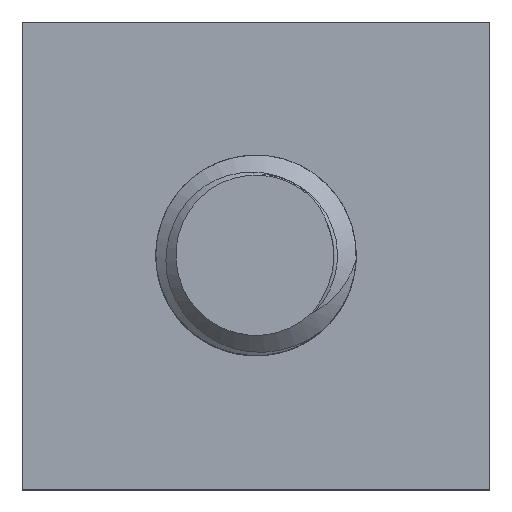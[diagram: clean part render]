
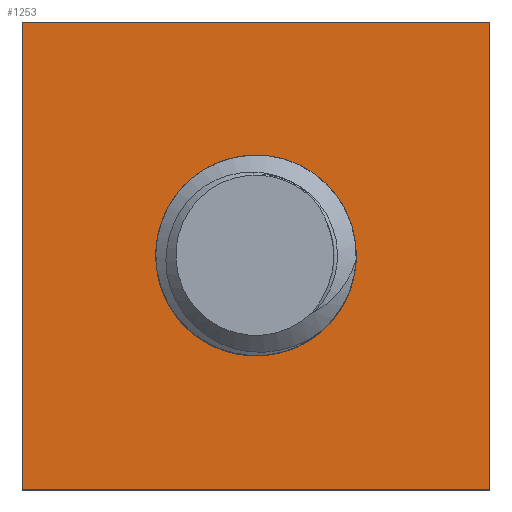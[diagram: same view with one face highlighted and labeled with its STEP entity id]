
A CAD part, top view. The second image highlights one B-rep face of the part: STEP entity #1253.
In plain terms, the highlighted planar face has unit normal (0, 0, 1).
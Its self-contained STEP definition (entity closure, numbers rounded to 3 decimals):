
#35=CIRCLE('',#1345,1.5);
#38=B_SPLINE_CURVE_WITH_KNOTS('',3,(#1819,#1820,#1821,#1822,#1823),
 .UNSPECIFIED.,.F.,.F.,(4,1,4),(0.,0.001,
0.002),.UNSPECIFIED.);
#39=B_SPLINE_CURVE_WITH_KNOTS('',3,(#1826,#1827,#1828,#1829),
 .UNSPECIFIED.,.F.,.F.,(4,4),(0.,0.001),
 .UNSPECIFIED.);
#40=B_SPLINE_CURVE_WITH_KNOTS('',3,(#1831,#1832,#1833,#1834),
 .UNSPECIFIED.,.F.,.F.,(4,4),(0.,0.001),.UNSPECIFIED.);
#41=B_SPLINE_CURVE_WITH_KNOTS('',3,(#1836,#1837,#1838,#1839,#1840),
 .UNSPECIFIED.,.F.,.F.,(4,1,4),(0.,0.001,0.002),
 .UNSPECIFIED.);
#107=ORIENTED_EDGE('',*,*,#446,.T.);
#108=ORIENTED_EDGE('',*,*,#449,.T.);
#109=ORIENTED_EDGE('',*,*,#451,.T.);
#110=ORIENTED_EDGE('',*,*,#452,.T.);
#111=ORIENTED_EDGE('',*,*,#453,.T.);
#112=ORIENTED_EDGE('',*,*,#454,.T.);
#113=ORIENTED_EDGE('',*,*,#455,.T.);
#114=ORIENTED_EDGE('',*,*,#456,.T.);
#115=ORIENTED_EDGE('',*,*,#457,.F.);
#446=EDGE_CURVE('',#623,#622,#737,.T.);
#449=EDGE_CURVE('',#622,#624,#740,.T.);
#451=EDGE_CURVE('',#624,#625,#742,.T.);
#452=EDGE_CURVE('',#625,#623,#743,.T.);
#453=EDGE_CURVE('',#626,#627,#38,.T.);
#454=EDGE_CURVE('',#627,#628,#39,.T.);
#455=EDGE_CURVE('',#628,#629,#40,.T.);
#456=EDGE_CURVE('',#629,#630,#41,.T.);
#457=EDGE_CURVE('',#626,#630,#35,.F.);
#622=VERTEX_POINT('',#1804);
#623=VERTEX_POINT('',#1806);
#624=VERTEX_POINT('',#1810);
#625=VERTEX_POINT('',#1814);
#626=VERTEX_POINT('',#1824);
#627=VERTEX_POINT('',#1825);
#628=VERTEX_POINT('',#1830);
#629=VERTEX_POINT('',#1835);
#630=VERTEX_POINT('',#1841);
#737=LINE('',#1805,#891);
#740=LINE('',#1811,#894);
#742=LINE('',#1815,#896);
#743=LINE('',#1817,#897);
#891=VECTOR('',#1461,1000.);
#894=VECTOR('',#1466,1000.);
#896=VECTOR('',#1470,1000.);
#897=VECTOR('',#1473,1000.);
#1018=EDGE_LOOP('',(#107,#108,#109,#110));
#1019=EDGE_LOOP('',(#111,#112,#113,#114,#115));
#1105=FACE_BOUND('',#1018,.T.);
#1106=FACE_BOUND('',#1019,.T.);
#1183=PLANE('',#1344);
#1253=ADVANCED_FACE('',(#1105,#1106),#1183,.T.);
#1344=AXIS2_PLACEMENT_3D('',#1818,#1474,#1475);
#1345=AXIS2_PLACEMENT_3D('',#1842,#1476,#1477);
#1461=DIRECTION('',(0.,-1.,0.));
#1466=DIRECTION('',(1.,0.,0.));
#1470=DIRECTION('',(0.,1.,0.));
#1473=DIRECTION('',(-1.,0.,0.));
#1474=DIRECTION('',(0.,0.,1.));
#1475=DIRECTION('',(1.,0.,0.));
#1476=DIRECTION('',(0.,0.,-1.));
#1477=DIRECTION('',(-1.,0.,0.));
#1804=CARTESIAN_POINT('',(-3.5,-3.5,3.));
#1805=CARTESIAN_POINT('',(-3.5,3.5,3.));
#1806=CARTESIAN_POINT('',(-3.5,3.5,3.));
#1810=CARTESIAN_POINT('',(3.5,-3.5,3.));
#1811=CARTESIAN_POINT('',(-3.5,-3.5,3.));
#1814=CARTESIAN_POINT('',(3.5,3.5,3.));
#1815=CARTESIAN_POINT('',(3.5,-3.5,3.));
#1817=CARTESIAN_POINT('',(3.5,3.5,3.));
#1818=CARTESIAN_POINT('',(0.,0.,3.));
#1819=CARTESIAN_POINT('',(-1.324,-0.705,3.));
#1820=CARTESIAN_POINT('',(-1.476,-0.324,3.));
#1821=CARTESIAN_POINT('',(-1.456,0.561,3.));
#1822=CARTESIAN_POINT('',(-0.738,1.115,3.));
#1823=CARTESIAN_POINT('',(-0.33,1.175,3.));
#1824=CARTESIAN_POINT('',(-1.324,-0.705,3.));
#1825=CARTESIAN_POINT('',(-0.33,1.175,3.));
#1826=CARTESIAN_POINT('',(-0.33,1.175,3.));
#1827=CARTESIAN_POINT('',(0.046,1.229,3.));
#1828=CARTESIAN_POINT('',(0.439,1.144,3.));
#1829=CARTESIAN_POINT('',(0.734,0.904,3.));
#1830=CARTESIAN_POINT('',(0.734,0.904,3.));
#1831=CARTESIAN_POINT('',(0.734,0.904,3.));
#1832=CARTESIAN_POINT('',(1.028,0.666,3.));
#1833=CARTESIAN_POINT('',(1.196,0.299,3.));
#1834=CARTESIAN_POINT('',(1.218,-0.077,3.));
#1835=CARTESIAN_POINT('',(1.218,-0.077,3.));
#1836=CARTESIAN_POINT('',(1.218,-0.077,3.));
#1837=CARTESIAN_POINT('',(1.241,-0.482,3.));
#1838=CARTESIAN_POINT('',(0.874,-1.286,3.));
#1839=CARTESIAN_POINT('',(0.023,-1.512,3.));
#1840=CARTESIAN_POINT('',(-0.378,-1.452,3.));
#1841=CARTESIAN_POINT('',(-0.378,-1.452,3.));
#1842=CARTESIAN_POINT('',(0.,0.,3.));
